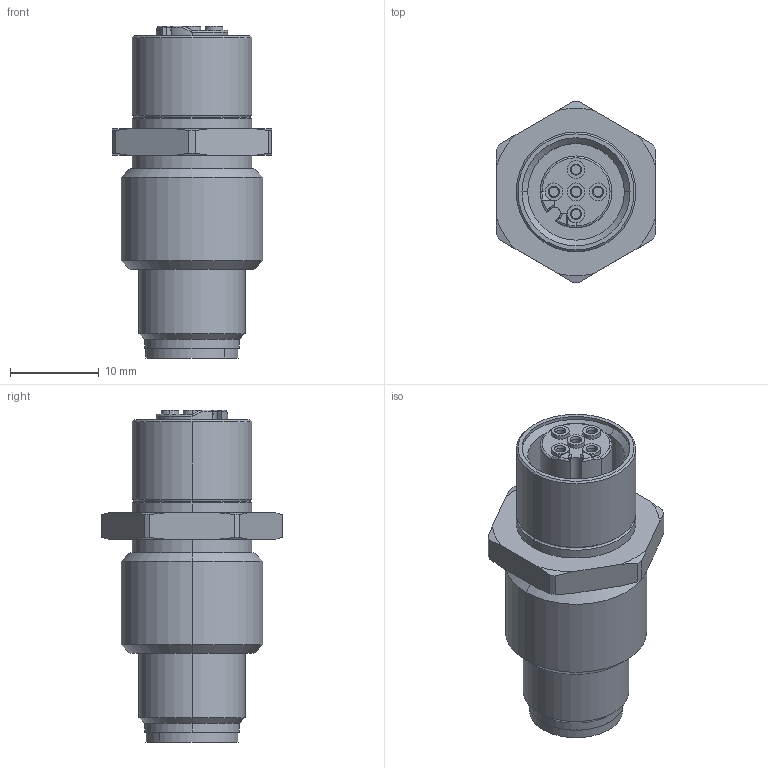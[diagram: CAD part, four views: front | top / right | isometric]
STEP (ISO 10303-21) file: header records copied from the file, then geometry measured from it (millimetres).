
FILE_DESCRIPTION(('HOOPS Exchange Step'),'2;1');
FILE_NAME('export-DA8C7B72-040F-4570-BD1C-75D39EF1A68C.stp','2022-10-22T14:21:13+02:00',('Engineering'),('Alibre'),'HOOPS Exchange 2021.0','Alibre','Unknown authorisation');
FILE_SCHEMA( ('AP242_MANAGED_MODEL_BASED_3D_ENGINEERING_MIM_LF {1 0 10303 442 1 1 4 }') );
Length unit declared in the file: millimetre
Products named in the file (1): 6085 Device connector, rear mounting - SACC-5P-DSI-M12MSFS-M16 - 1551671
Bounding box: 18 x 20.4 x 37.5 mm (x, y, z)
Volume: 5121.3 mm3; surface area: 3164.5 mm2
Topology: 1 solids, 1 shells, 196 faces, 499 edges, 318 vertices
Faces by surface type: cylinder 81, cone 42, plane 42, torus 16, sphere 13, bspline 2
Entity records: 6878 total; most frequent: CARTESIAN_POINT 1899, DIRECTION 1111, ORIENTED_EDGE 972, EDGE_CURVE 486, AXIS2_PLACEMENT_3D 479, VERTEX_POINT 318, CIRCLE 278, EDGE_LOOP 222
